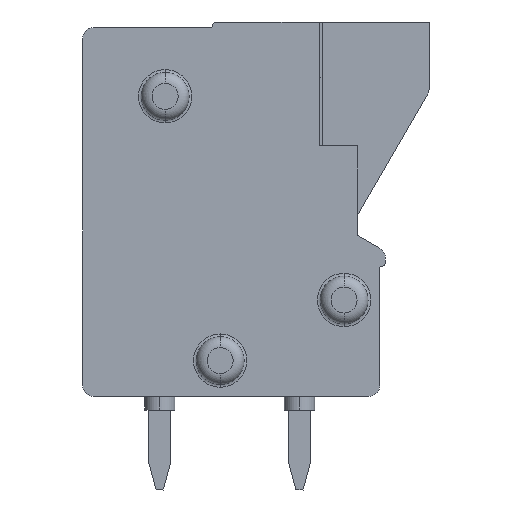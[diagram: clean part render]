
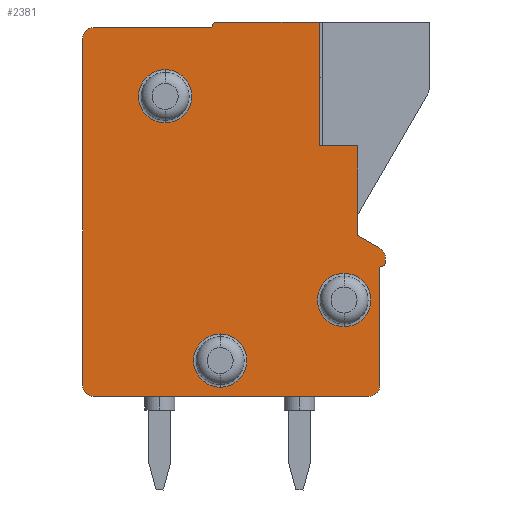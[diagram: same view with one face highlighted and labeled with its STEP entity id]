
A CAD part, left-side view. The second image highlights one B-rep face of the part: STEP entity #2381.
In plain terms, the highlighted planar face has unit normal (-1, 0, 0).
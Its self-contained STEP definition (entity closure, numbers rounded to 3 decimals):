
#487=CARTESIAN_POINT('',(-1.64,0.34,2.268));
#488=VERTEX_POINT('',#487);
#505=CARTESIAN_POINT('',(-1.64,0.34,0.332));
#506=VERTEX_POINT('',#505);
#514=CARTESIAN_POINT('',(-1.64,0.34,1.3));
#515=DIRECTION('',(-1.0,0.0,0.0));
#516=DIRECTION('',(0.0,0.0,1.0));
#517=AXIS2_PLACEMENT_3D('',#514,#515,#516);
#518=CIRCLE('',#517,0.968);
#519=EDGE_CURVE('',#506,#488,#518,.T.);
#597=CARTESIAN_POINT('',(-1.64,-4.16,4.468));
#598=VERTEX_POINT('',#597);
#615=CARTESIAN_POINT('',(-1.64,-4.16,2.532));
#616=VERTEX_POINT('',#615);
#624=CARTESIAN_POINT('',(-1.64,-4.16,3.5));
#625=DIRECTION('',(-1.0,0.0,0.0));
#626=DIRECTION('',(0.0,0.0,1.0));
#627=AXIS2_PLACEMENT_3D('',#624,#625,#626);
#628=CIRCLE('',#627,0.968);
#629=EDGE_CURVE('',#616,#598,#628,.T.);
#707=CARTESIAN_POINT('',(-1.64,2.34,11.868));
#708=VERTEX_POINT('',#707);
#725=CARTESIAN_POINT('',(-1.64,2.34,9.932));
#726=VERTEX_POINT('',#725);
#734=CARTESIAN_POINT('',(-1.64,2.34,10.9));
#735=DIRECTION('',(-1.0,0.0,0.0));
#736=DIRECTION('',(0.0,0.0,1.0));
#737=AXIS2_PLACEMENT_3D('',#734,#735,#736);
#738=CIRCLE('',#737,0.968);
#739=EDGE_CURVE('',#726,#708,#738,.T.);
#923=CARTESIAN_POINT('',(-1.64,2.34,10.9));
#924=DIRECTION('',(-1.0,0.0,0.0));
#925=DIRECTION('',(0.0,0.0,1.0));
#926=AXIS2_PLACEMENT_3D('',#923,#924,#925);
#927=CIRCLE('',#926,0.968);
#928=EDGE_CURVE('',#708,#726,#927,.T.);
#983=CARTESIAN_POINT('',(-1.64,-4.16,3.5));
#984=DIRECTION('',(-1.0,0.0,0.0));
#985=DIRECTION('',(0.0,0.0,1.0));
#986=AXIS2_PLACEMENT_3D('',#983,#984,#985);
#987=CIRCLE('',#986,0.968);
#988=EDGE_CURVE('',#598,#616,#987,.T.);
#1043=CARTESIAN_POINT('',(-1.64,0.34,1.3));
#1044=DIRECTION('',(-1.0,0.0,0.0));
#1045=DIRECTION('',(0.0,0.0,1.0));
#1046=AXIS2_PLACEMENT_3D('',#1043,#1044,#1045);
#1047=CIRCLE('',#1046,0.968);
#1048=EDGE_CURVE('',#488,#506,#1047,.T.);
#1492=CARTESIAN_POINT('',(-1.64,-5.06,0.0));
#1493=VERTEX_POINT('',#1492);
#1500=CARTESIAN_POINT('',(-1.64,4.94,0.0));
#1501=VERTEX_POINT('',#1500);
#1502=CARTESIAN_POINT('',(-1.64,4.94,0.0));
#1503=DIRECTION('',(0.0,-1.0,0.0));
#1504=VECTOR('',#1503,10.);
#1505=LINE('',#1502,#1504);
#1506=EDGE_CURVE('',#1501,#1493,#1505,.T.);
#1531=CARTESIAN_POINT('',(-1.64,-3.26,9.1));
#1532=VERTEX_POINT('',#1531);
#1539=CARTESIAN_POINT('',(-1.64,-4.66,9.1));
#1540=VERTEX_POINT('',#1539);
#1541=CARTESIAN_POINT('',(-1.64,-3.26,9.1));
#1542=DIRECTION('',(0.0,-1.0,0.0));
#1543=VECTOR('',#1542,1.4);
#1544=LINE('',#1541,#1543);
#1545=EDGE_CURVE('',#1532,#1540,#1544,.T.);
#1782=CARTESIAN_POINT('',(-1.64,4.94,13.4));
#1783=VERTEX_POINT('',#1782);
#1791=CARTESIAN_POINT('',(-1.64,5.34,13.0));
#1792=VERTEX_POINT('',#1791);
#1799=CARTESIAN_POINT('',(-1.64,4.94,13.0));
#1800=DIRECTION('',(-1.0,0.0,0.0));
#1801=DIRECTION('',(0.0,0.0,-1.0));
#1802=AXIS2_PLACEMENT_3D('',#1799,#1800,#1801);
#1803=CIRCLE('',#1802,0.4);
#1804=EDGE_CURVE('',#1783,#1792,#1803,.T.);
#1816=CARTESIAN_POINT('',(-1.64,5.34,0.4));
#1817=VERTEX_POINT('',#1816);
#1824=CARTESIAN_POINT('',(-1.64,5.34,13.0));
#1825=DIRECTION('',(0.0,0.0,-1.0));
#1826=VECTOR('',#1825,12.6);
#1827=LINE('',#1824,#1826);
#1828=EDGE_CURVE('',#1792,#1817,#1827,.T.);
#1841=CARTESIAN_POINT('',(-1.64,4.94,0.4));
#1842=DIRECTION('',(-1.0,0.0,0.0));
#1843=DIRECTION('',(0.0,0.0,-1.0));
#1844=AXIS2_PLACEMENT_3D('',#1841,#1842,#1843);
#1845=CIRCLE('',#1844,0.4);
#1846=EDGE_CURVE('',#1817,#1501,#1845,.T.);
#1924=CARTESIAN_POINT('',(-1.64,-3.26,13.6));
#1925=VERTEX_POINT('',#1924);
#1926=CARTESIAN_POINT('',(-1.64,0.44,13.6));
#1927=VERTEX_POINT('',#1926);
#1928=CARTESIAN_POINT('',(-1.64,-3.26,13.6));
#1929=DIRECTION('',(0.0,1.0,0.0));
#1930=VECTOR('',#1929,3.7);
#1931=LINE('',#1928,#1930);
#1932=EDGE_CURVE('',#1925,#1927,#1931,.T.);
#1983=CARTESIAN_POINT('',(-1.64,0.64,13.4));
#1984=VERTEX_POINT('',#1983);
#1993=CARTESIAN_POINT('',(-1.64,0.64,13.4));
#1994=DIRECTION('',(0.0,1.0,0.0));
#1995=VECTOR('',#1994,4.3);
#1996=LINE('',#1993,#1995);
#1997=EDGE_CURVE('',#1984,#1783,#1996,.T.);
#2027=CARTESIAN_POINT('',(-1.64,0.44,13.4));
#2028=DIRECTION('',(-1.0,0.0,0.0));
#2029=DIRECTION('',(0.0,0.0,-1.0));
#2030=AXIS2_PLACEMENT_3D('',#2027,#2028,#2029);
#2031=CIRCLE('',#2030,0.2);
#2032=EDGE_CURVE('',#1927,#1984,#2031,.T.);
#2042=CARTESIAN_POINT('',(-1.64,-5.66,5.042));
#2043=VERTEX_POINT('',#2042);
#2051=CARTESIAN_POINT('',(-1.64,-5.46,5.388));
#2052=VERTEX_POINT('',#2051);
#2059=CARTESIAN_POINT('',(-1.64,-5.26,5.042));
#2060=DIRECTION('',(-1.0,0.0,0.0));
#2061=DIRECTION('',(0.0,0.0,-1.0));
#2062=AXIS2_PLACEMENT_3D('',#2059,#2060,#2061);
#2063=CIRCLE('',#2062,0.4);
#2064=EDGE_CURVE('',#2043,#2052,#2063,.T.);
#2074=CARTESIAN_POINT('',(-1.64,-5.66,4.9));
#2075=VERTEX_POINT('',#2074);
#2084=CARTESIAN_POINT('',(-1.64,-5.66,4.9));
#2085=DIRECTION('',(0.0,0.0,1.0));
#2086=VECTOR('',#2085,0.142);
#2087=LINE('',#2084,#2086);
#2088=EDGE_CURVE('',#2075,#2043,#2087,.T.);
#2099=CARTESIAN_POINT('',(-1.64,-5.46,4.7));
#2100=VERTEX_POINT('',#2099);
#2101=CARTESIAN_POINT('',(-1.64,-5.46,4.9));
#2102=DIRECTION('',(-1.0,0.0,0.0));
#2103=DIRECTION('',(0.0,0.0,-1.0));
#2104=AXIS2_PLACEMENT_3D('',#2101,#2102,#2103);
#2105=CIRCLE('',#2104,0.2);
#2106=EDGE_CURVE('',#2100,#2075,#2105,.T.);
#2123=CARTESIAN_POINT('',(-1.64,-4.66,5.85));
#2124=VERTEX_POINT('',#2123);
#2131=CARTESIAN_POINT('',(-1.64,-5.46,5.388));
#2132=DIRECTION('',(0.0,0.866,0.5));
#2133=VECTOR('',#2132,0.924);
#2134=LINE('',#2131,#2133);
#2135=EDGE_CURVE('',#2052,#2124,#2134,.T.);
#2147=CARTESIAN_POINT('',(-1.64,-5.46,0.4));
#2148=VERTEX_POINT('',#2147);
#2157=CARTESIAN_POINT('',(-1.64,-5.46,0.4));
#2158=DIRECTION('',(0.0,0.0,1.0));
#2159=VECTOR('',#2158,4.3);
#2160=LINE('',#2157,#2159);
#2161=EDGE_CURVE('',#2148,#2100,#2160,.T.);
#2172=CARTESIAN_POINT('',(-1.64,-5.06,0.4));
#2173=DIRECTION('',(-1.0,0.0,0.0));
#2174=DIRECTION('',(0.0,0.0,-1.0));
#2175=AXIS2_PLACEMENT_3D('',#2172,#2173,#2174);
#2176=CIRCLE('',#2175,0.4);
#2177=EDGE_CURVE('',#1493,#2148,#2176,.T.);
#2258=CARTESIAN_POINT('',(-1.64,-4.66,5.85));
#2259=DIRECTION('',(0.0,0.0,1.0));
#2260=VECTOR('',#2259,3.25);
#2261=LINE('',#2258,#2260);
#2262=EDGE_CURVE('',#2124,#1540,#2261,.T.);
#2289=CARTESIAN_POINT('',(-1.64,-3.26,13.6));
#2290=DIRECTION('',(0.0,0.0,-1.0));
#2291=VECTOR('',#2290,4.5);
#2292=LINE('',#2289,#2291);
#2293=EDGE_CURVE('',#1925,#1532,#2292,.T.);
#2346=CARTESIAN_POINT('',(-1.64,2.729,2.4));
#2347=DIRECTION('',(1.0,0.0,0.0));
#2348=DIRECTION('',(0.0,0.0,1.0));
#2349=AXIS2_PLACEMENT_3D('',#2346,#2347,#2348);
#2350=PLANE('',#2349);
#2351=ORIENTED_EDGE('',*,*,#1932,.T.);
#2352=ORIENTED_EDGE('',*,*,#2032,.T.);
#2353=ORIENTED_EDGE('',*,*,#1997,.T.);
#2354=ORIENTED_EDGE('',*,*,#1804,.T.);
#2355=ORIENTED_EDGE('',*,*,#1828,.T.);
#2356=ORIENTED_EDGE('',*,*,#1846,.T.);
#2357=ORIENTED_EDGE('',*,*,#1506,.T.);
#2358=ORIENTED_EDGE('',*,*,#2177,.T.);
#2359=ORIENTED_EDGE('',*,*,#2161,.T.);
#2360=ORIENTED_EDGE('',*,*,#2106,.T.);
#2361=ORIENTED_EDGE('',*,*,#2088,.T.);
#2362=ORIENTED_EDGE('',*,*,#2064,.T.);
#2363=ORIENTED_EDGE('',*,*,#2135,.T.);
#2364=ORIENTED_EDGE('',*,*,#2262,.T.);
#2365=ORIENTED_EDGE('',*,*,#1545,.F.);
#2366=ORIENTED_EDGE('',*,*,#2293,.F.);
#2367=EDGE_LOOP('',(#2351,#2352,#2353,#2354,#2355,#2356,#2357,#2358,#2359,#2360,#2361,#2362,#2363,#2364,#2365,#2366));
#2368=FACE_OUTER_BOUND('',#2367,.T.);
#2369=ORIENTED_EDGE('',*,*,#1048,.F.);
#2370=ORIENTED_EDGE('',*,*,#519,.F.);
#2371=EDGE_LOOP('',(#2369,#2370));
#2372=FACE_BOUND('',#2371,.T.);
#2373=ORIENTED_EDGE('',*,*,#988,.F.);
#2374=ORIENTED_EDGE('',*,*,#629,.F.);
#2375=EDGE_LOOP('',(#2373,#2374));
#2376=FACE_BOUND('',#2375,.T.);
#2377=ORIENTED_EDGE('',*,*,#928,.F.);
#2378=ORIENTED_EDGE('',*,*,#739,.F.);
#2379=EDGE_LOOP('',(#2377,#2378));
#2380=FACE_BOUND('',#2379,.T.);
#2381=ADVANCED_FACE('',(#2368,#2372,#2376,#2380),#2350,.F.);
